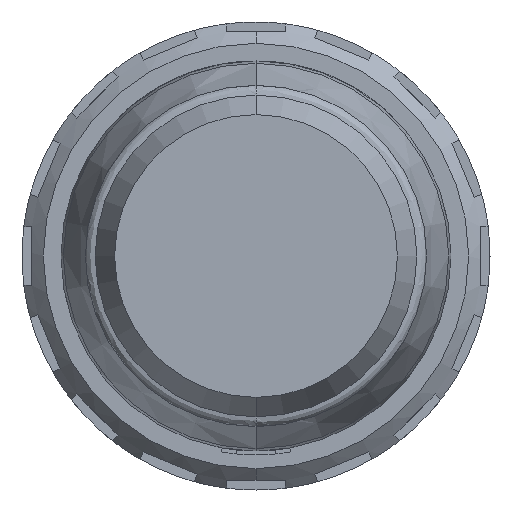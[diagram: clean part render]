
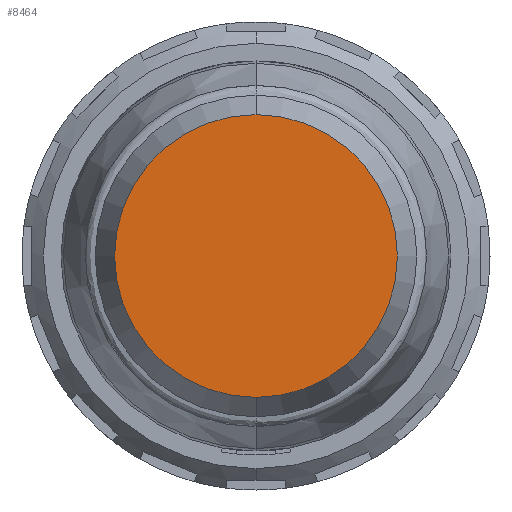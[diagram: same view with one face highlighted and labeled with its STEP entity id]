
A CAD part, front view. The second image highlights one B-rep face of the part: STEP entity #8464.
In plain terms, the highlighted planar face has unit normal (0, -1, 0).
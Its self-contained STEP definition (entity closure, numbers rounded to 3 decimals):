
#256 = ORIENTED_EDGE ( 'NONE', *, *, #11039, .F. ) ;
#777 = DIRECTION ( 'NONE',  ( 0., 0., 1. ) ) ;
#1028 = DIRECTION ( 'NONE',  ( 0., -1., 0. ) ) ;
#1060 = CIRCLE ( 'NONE', #11397, 7.25 ) ;
#2977 = EDGE_LOOP ( 'NONE', ( #256, #3167 ) ) ;
#3074 = FACE_OUTER_BOUND ( 'NONE', #2977, .T. ) ;
#3167 = ORIENTED_EDGE ( 'NONE', *, *, #4430, .F. ) ;
#3576 = VERTEX_POINT ( 'NONE', #10188 ) ;
#3628 = VERTEX_POINT ( 'NONE', #8179 ) ;
#3925 = CARTESIAN_POINT ( 'NONE',  ( 8.25, 0., 0. ) ) ;
#4021 = CIRCLE ( 'NONE', #8975, 7.25 ) ;
#4430 = EDGE_CURVE ( 'NONE', #3576, #3628, #4021, .T. ) ;
#5583 = DIRECTION ( 'NONE',  ( 0., 1., 0. ) ) ;
#6607 = DIRECTION ( 'NONE',  ( 0., 1., 0. ) ) ;
#6854 = PLANE ( 'NONE',  #10925 ) ;
#7777 = DIRECTION ( 'NONE',  ( 0., 0., -1. ) ) ;
#8179 = CARTESIAN_POINT ( 'NONE',  ( 0., 0., 7.25 ) ) ;
#8464 = ADVANCED_FACE ( 'NONE', ( #3074 ), #6854, .T. ) ;
#8975 = AXIS2_PLACEMENT_3D ( 'NONE', #11155, #5583, #12107 ) ;
#10188 = CARTESIAN_POINT ( 'NONE',  ( 0., 0., -7.25 ) ) ;
#10925 = AXIS2_PLACEMENT_3D ( 'NONE', #3925, #1028, #7777 ) ;
#11039 = EDGE_CURVE ( 'NONE', #3628, #3576, #1060, .T. ) ;
#11155 = CARTESIAN_POINT ( 'NONE',  ( 0., 0., 0. ) ) ;
#11397 = AXIS2_PLACEMENT_3D ( 'NONE', #12175, #6607, #777 ) ;
#12107 = DIRECTION ( 'NONE',  ( 0., 0., 1. ) ) ;
#12175 = CARTESIAN_POINT ( 'NONE',  ( 0., 0., 0. ) ) ;
